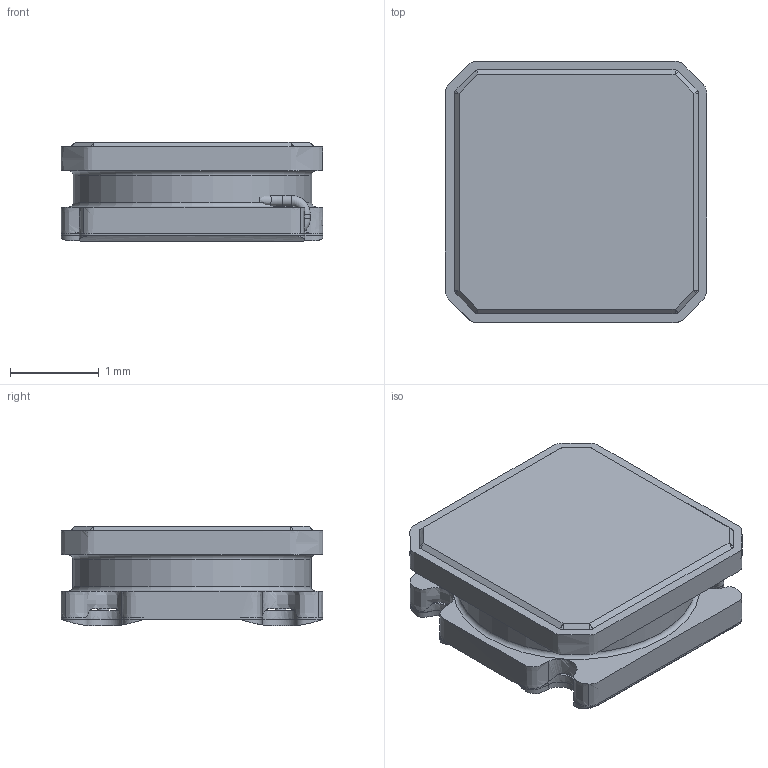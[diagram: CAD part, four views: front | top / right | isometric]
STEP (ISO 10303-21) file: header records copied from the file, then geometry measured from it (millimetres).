
FILE_DESCRIPTION(/* description */ (''),/* implementation_level */ '2;1');
FILE_NAME(/* name */ 'HPC3012BM.stp',/* time_stamp */ '2022-08-29T11:10:24+08:00',/* author */ (''),/* organization */ (''),/* preprocessor_version */ 'ST-DEVELOPER v18.1',/* originating_system */ 'SIEMENS PLM Software NX 1980',/* authorisation */ '');
FILE_SCHEMA (('AUTOMOTIVE_DESIGN { 1 0 10303 214 3 1 1 1 }'));
Length unit declared in the file: millimetre
Products named in the file (1): HPC3012BM
Bounding box: 2.95 x 2.95 x 1.12 mm (x, y, z)
Volume: 8.4 mm3; surface area: 92.8 mm2
Topology: 7 solids, 7 shells, 192 faces, 451 edges, 268 vertices
Faces by surface type: torus 78, plane 47, cylinder 25, extrusion 21, bspline 12, cone 9
Full cylindrical faces by diameter (mm): 0.12 x6, 1.55 x1, 1.6 x1, 2.691 x1
Entity records: 7121 total; most frequent: CARTESIAN_POINT 3430, ORIENTED_EDGE 708, DIRECTION 647, EDGE_CURVE 354, EDGE_LOOP 283, VERTEX_POINT 267, AXIS2_PLACEMENT_3D 258, ADVANCED_FACE 191
